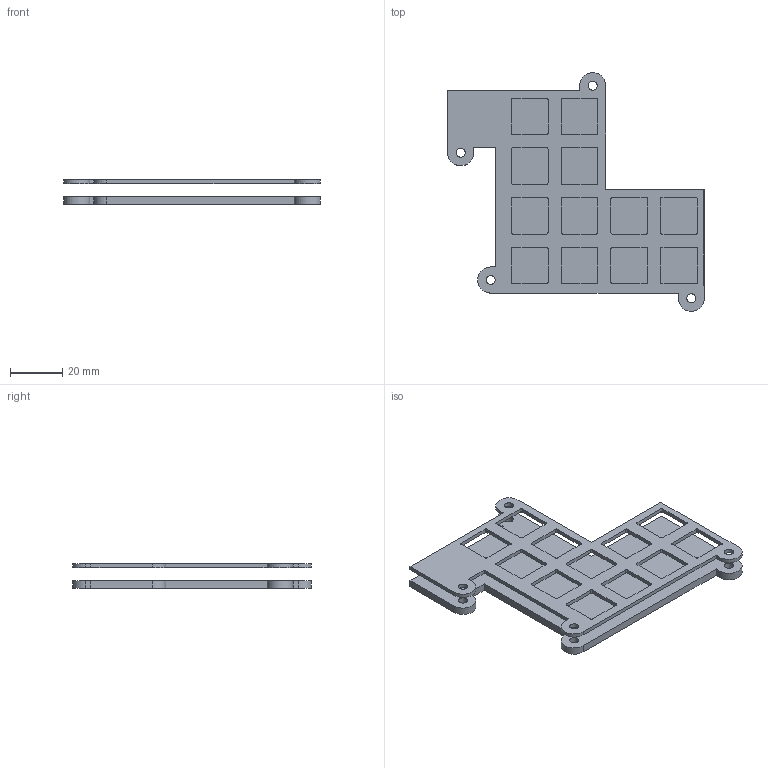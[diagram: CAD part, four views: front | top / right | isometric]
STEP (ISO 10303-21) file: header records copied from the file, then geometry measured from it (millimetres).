
FILE_DESCRIPTION(/* description */ (''),/* implementation_level */ '2;1');
FILE_NAME(/* name */ 'CASE (Assembly).step',/* time_stamp */ '2026-02-01T23:28:22+05:30',/* author */ (''),/* organization */ (''),/* preprocessor_version */ 'ST-DEVELOPER v20.1',/* originating_system */ 'Autodesk Translation Framework v14.24.0.0',/* authorisation */ '');
FILE_SCHEMA (('AUTOMOTIVE_DESIGN { 1 0 10303 214 3 1 1 }'));
Length unit declared in the file: millimetre
Products named in the file (3): 2026-02-01-23-22-35-412; 2026-02-01-22-37-52-290; 2026-02-01-22-56-49-186
Assembly tree (2 placements, depth 2):
  2026-02-01-23-22-35-412
    2026-02-01-22-37-52-290
    2026-02-01-22-56-49-186
Bounding box: 98.34 x 91.47 x 9.5 mm (x, y, z)
Volume: 20416.4 mm3; surface area: 19969.8 mm2
Topology: 2 solids, 2 shells, 335 faces, 945 edges, 630 vertices
Faces by surface type: plane 203, bspline 68, cylinder 64
Full cylindrical faces by diameter (mm): 3.4 x8
Entity records: 11572 total; most frequent: CARTESIAN_POINT 3071, ORIENTED_EDGE 1890, DIRECTION 1481, EDGE_CURVE 945, LINE 681, VECTOR 681, VERTEX_POINT 630, AXIS2_PLACEMENT_3D 400
